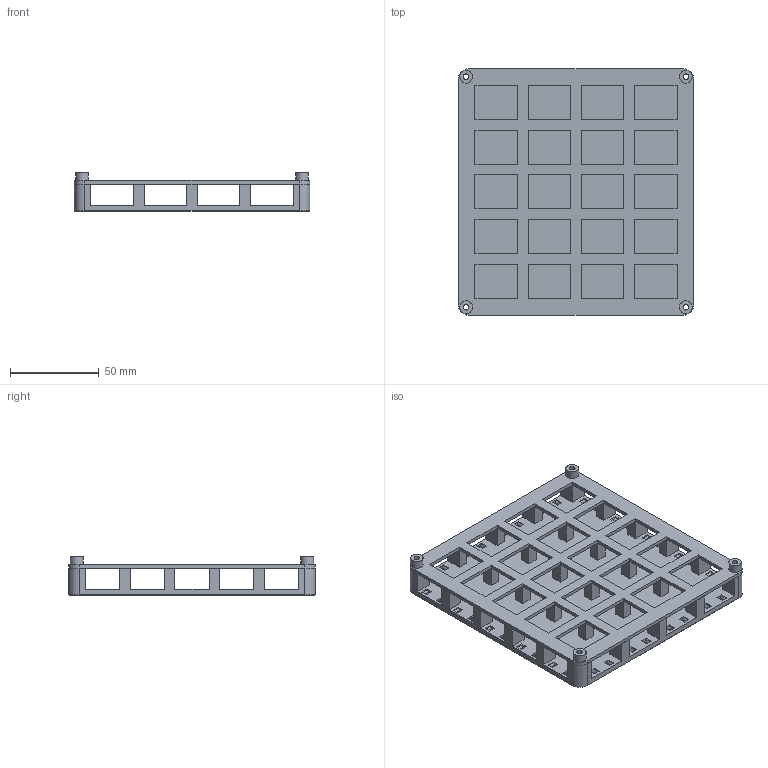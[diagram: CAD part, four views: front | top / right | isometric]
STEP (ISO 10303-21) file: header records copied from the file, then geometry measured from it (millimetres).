
FILE_DESCRIPTION(/* description */ (''),/* implementation_level */ '2;1');
FILE_NAME(/* name */ 'board_holder_outer_ziptie_split_top.step',/* time_stamp */ '2020-04-23T23:24:08-04:00',/* author */ (''),/* organization */ (''),/* preprocessor_version */ 'ST-DEVELOPER v18.1',/* originating_system */ 'Autodesk Translation Framework v9.2.0.1227',/* authorisation */ '');
FILE_SCHEMA (('AUTOMOTIVE_DESIGN { 1 0 10303 214 3 1 1 }'));
Length unit declared in the file: millimetre
Products named in the file (1): board_holder_outer_ziptie
Bounding box: 133 x 139 x 22 mm (x, y, z)
Volume: 99186.4 mm3; surface area: 74872.1 mm2
Topology: 2 solids, 2 shells, 454 faces, 1344 edges, 892 vertices
Faces by surface type: plane 354, cylinder 92, cone 8
Full cylindrical faces by diameter (mm): 3.2 x8, 7.2 x4
Entity records: 15312 total; most frequent: CARTESIAN_POINT 2691, ORIENTED_EDGE 2688, DIRECTION 2446, EDGE_CURVE 1344, LINE 1152, VECTOR 1152, VERTEX_POINT 892, AXIS2_PLACEMENT_3D 647
